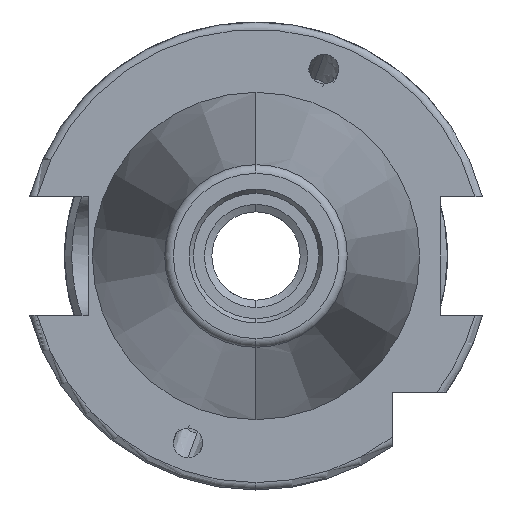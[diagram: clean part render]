
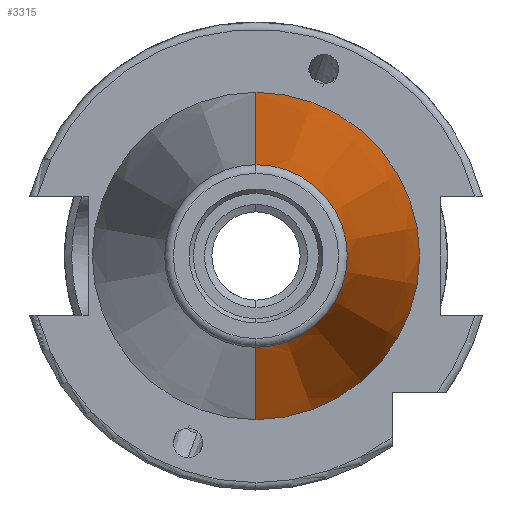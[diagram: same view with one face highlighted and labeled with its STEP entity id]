
A CAD part, left-side view. The second image highlights one B-rep face of the part: STEP entity #3315.
In plain terms, the highlighted conical face has half-angle 8.297 degrees and reference radius 22.225 mm.
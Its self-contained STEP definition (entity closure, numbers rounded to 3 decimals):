
#1186 = ORIENTED_EDGE ( 'NONE', *, *, #3135, .F. ) ;
#3135 = EDGE_CURVE ( 'NONE', #3311, #3290, #4207, .T. ) ;
#3290 = VERTEX_POINT ( 'NONE', #4624 ) ;
#3307 = VERTEX_POINT ( 'NONE', #4713 ) ;
#3308 = EDGE_CURVE ( 'NONE', #3307, #3311, #4712, .T. ) ;
#3309 = ORIENTED_EDGE ( 'NONE', *, *, #3322, .T. ) ;
#3311 = VERTEX_POINT ( 'NONE', #4707 ) ;
#3312 = ORIENTED_EDGE ( 'NONE', *, *, #3313, .T. ) ;
#3313 = EDGE_CURVE ( 'NONE', #3307, #3319, #4706, .T. ) ;
#3314 = ORIENTED_EDGE ( 'NONE', *, *, #3308, .F. ) ;
#3315 = ADVANCED_FACE ( 'NONE', ( #4702 ), #4701, .T. ) ;
#3316 = EDGE_LOOP ( 'NONE', ( #3314, #3312, #3309, #1186 ) ) ;
#3319 = VERTEX_POINT ( 'NONE', #4699 ) ;
#3322 = EDGE_CURVE ( 'NONE', #3319, #3290, #4691, .T. ) ;
#4194 = DIRECTION ( 'NONE',  ( 0.99, 0., 0.144 ) ) ;
#4205 = VECTOR ( 'NONE', #4194, 1000. ) ;
#4206 = CARTESIAN_POINT ( 'NONE',  ( 0., 0., 22.225 ) ) ;
#4207 = LINE ( 'NONE', #4206, #4205 ) ;
#4624 = CARTESIAN_POINT ( 'NONE',  ( 0., 0., 22.225 ) ) ;
#4687 = DIRECTION ( 'NONE',  ( 0., 0., -1. ) ) ;
#4688 = DIRECTION ( 'NONE',  ( -1., 0., 0. ) ) ;
#4689 = CARTESIAN_POINT ( 'NONE',  ( 0., 0., 0. ) ) ;
#4690 = AXIS2_PLACEMENT_3D ( 'NONE', #4689, #4688, #4687 ) ;
#4691 = CIRCLE ( 'NONE', #4690, 22.225 ) ;
#4696 = DIRECTION ( 'NONE',  ( 0., 0., 1. ) ) ;
#4697 = DIRECTION ( 'NONE',  ( 1., 0., 0. ) ) ;
#4698 = AXIS2_PLACEMENT_3D ( 'NONE', #4700, #4697, #4696 ) ;
#4699 = CARTESIAN_POINT ( 'NONE',  ( 0., 0., -22.225 ) ) ;
#4700 = CARTESIAN_POINT ( 'NONE',  ( 0., 0., 0. ) ) ;
#4701 = CONICAL_SURFACE ( 'NONE', #4698, 22.225, 0.145 ) ;
#4702 = FACE_OUTER_BOUND ( 'NONE', #3316, .T. ) ;
#4703 = DIRECTION ( 'NONE',  ( 0.99, 0., -0.144 ) ) ;
#4704 = VECTOR ( 'NONE', #4703, 1000. ) ;
#4705 = CARTESIAN_POINT ( 'NONE',  ( 0., 0., -22.225 ) ) ;
#4706 = LINE ( 'NONE', #4705, #4704 ) ;
#4707 = CARTESIAN_POINT ( 'NONE',  ( -67.373, 0., 12.4 ) ) ;
#4708 = DIRECTION ( 'NONE',  ( 0., 0., -1. ) ) ;
#4709 = DIRECTION ( 'NONE',  ( -1., 0., 0. ) ) ;
#4710 = CARTESIAN_POINT ( 'NONE',  ( -67.373, 0., 0. ) ) ;
#4711 = AXIS2_PLACEMENT_3D ( 'NONE', #4710, #4709, #4708 ) ;
#4712 = CIRCLE ( 'NONE', #4711, 12.4 ) ;
#4713 = CARTESIAN_POINT ( 'NONE',  ( -67.373, 0., -12.4 ) ) ;
